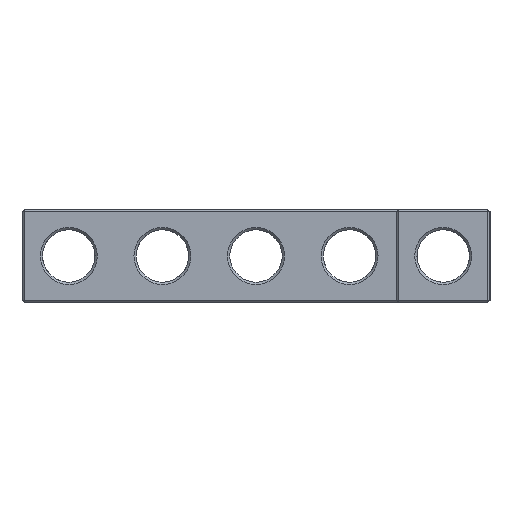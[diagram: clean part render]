
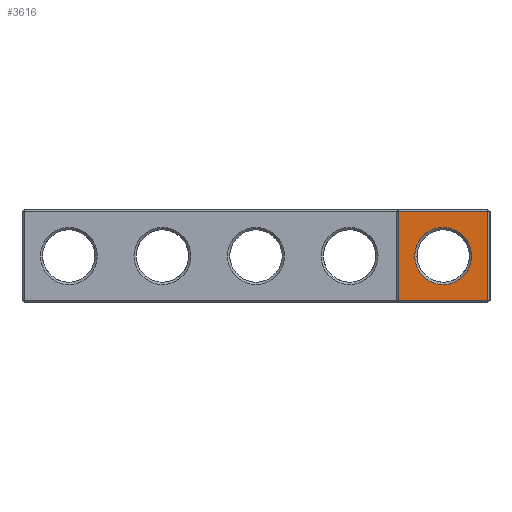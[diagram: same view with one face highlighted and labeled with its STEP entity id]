
A CAD part, left-side view. The second image highlights one B-rep face of the part: STEP entity #3616.
In plain terms, the highlighted planar face has unit normal (-1, 0, 0).
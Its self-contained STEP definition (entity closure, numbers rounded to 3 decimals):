
#326 = PLANE('',#327);
#327 = AXIS2_PLACEMENT_3D('',#328,#329,#330);
#328 = CARTESIAN_POINT('',(-43.6,6.1,0.));
#329 = DIRECTION('',(0.707,-0.707,0.)
  );
#330 = DIRECTION('',(0.,0.,-1.));
#1027 = VERTEX_POINT('',#1028);
#1028 = CARTESIAN_POINT('',(-43.75,5.95,0.3));
#1049 = EDGE_CURVE('',#1027,#1050,#1052,.T.);
#1050 = VERTEX_POINT('',#1051);
#1051 = CARTESIAN_POINT('',(-43.75,5.95,12.2));
#1052 = SURFACE_CURVE('',#1053,(#1057,#1064),.PCURVE_S1.);
#1053 = LINE('',#1054,#1055);
#1054 = CARTESIAN_POINT('',(-43.75,5.95,0.));
#1055 = VECTOR('',#1056,1.);
#1056 = DIRECTION('',(0.,0.,1.));
#1057 = PCURVE('',#326,#1058);
#1058 = DEFINITIONAL_REPRESENTATION('',(#1059),#1063);
#1059 = LINE('',#1060,#1061);
#1060 = CARTESIAN_POINT('',(0.,-0.212));
#1061 = VECTOR('',#1062,1.);
#1062 = DIRECTION('',(-1.,0.));
#1063 = ( GEOMETRIC_REPRESENTATION_CONTEXT(2) 
PARAMETRIC_REPRESENTATION_CONTEXT() REPRESENTATION_CONTEXT('2D SPACE',''
  ) );
#1064 = PCURVE('',#1065,#1070);
#1065 = PLANE('',#1066);
#1066 = AXIS2_PLACEMENT_3D('',#1067,#1068,#1069);
#1067 = CARTESIAN_POINT('',(-43.75,6.25,0.));
#1068 = DIRECTION('',(1.,0.,0.));
#1069 = DIRECTION('',(0.,-1.,0.));
#1070 = DEFINITIONAL_REPRESENTATION('',(#1071),#1075);
#1071 = LINE('',#1072,#1073);
#1072 = CARTESIAN_POINT('',(0.3,0.));
#1073 = VECTOR('',#1074,1.);
#1074 = DIRECTION('',(0.,-1.));
#1075 = ( GEOMETRIC_REPRESENTATION_CONTEXT(2) 
PARAMETRIC_REPRESENTATION_CONTEXT() REPRESENTATION_CONTEXT('2D SPACE',''
  ) );
#1311 = PLANE('',#1312);
#1312 = AXIS2_PLACEMENT_3D('',#1313,#1314,#1315);
#1313 = CARTESIAN_POINT('',(-43.6,6.25,0.15));
#1314 = DIRECTION('',(0.707,0.,0.707)
  );
#1315 = DIRECTION('',(0.,-1.,0.));
#1877 = PLANE('',#1878);
#1878 = AXIS2_PLACEMENT_3D('',#1879,#1880,#1881);
#1879 = CARTESIAN_POINT('',(-43.6,6.25,12.35));
#1880 = DIRECTION('',(-0.707,0.,0.707
    ));
#1881 = DIRECTION('',(0.,-1.,0.));
#3616 = ADVANCED_FACE('',(#3617,#3692),#1065,.F.);
#3617 = FACE_BOUND('',#3618,.F.);
#3618 = EDGE_LOOP('',(#3619,#3649,#3670,#3671));
#3619 = ORIENTED_EDGE('',*,*,#3620,.F.);
#3620 = EDGE_CURVE('',#3621,#3623,#3625,.T.);
#3621 = VERTEX_POINT('',#3622);
#3622 = CARTESIAN_POINT('',(-43.75,-5.95,0.3));
#3623 = VERTEX_POINT('',#3624);
#3624 = CARTESIAN_POINT('',(-43.75,-5.95,12.2));
#3625 = SURFACE_CURVE('',#3626,(#3630,#3637),.PCURVE_S1.);
#3626 = LINE('',#3627,#3628);
#3627 = CARTESIAN_POINT('',(-43.75,-5.95,0.));
#3628 = VECTOR('',#3629,1.);
#3629 = DIRECTION('',(0.,0.,1.));
#3630 = PCURVE('',#1065,#3631);
#3631 = DEFINITIONAL_REPRESENTATION('',(#3632),#3636);
#3632 = LINE('',#3633,#3634);
#3633 = CARTESIAN_POINT('',(12.2,0.));
#3634 = VECTOR('',#3635,1.);
#3635 = DIRECTION('',(0.,-1.));
#3636 = ( GEOMETRIC_REPRESENTATION_CONTEXT(2) 
PARAMETRIC_REPRESENTATION_CONTEXT() REPRESENTATION_CONTEXT('2D SPACE',''
  ) );
#3637 = PCURVE('',#3638,#3643);
#3638 = PLANE('',#3639);
#3639 = AXIS2_PLACEMENT_3D('',#3640,#3641,#3642);
#3640 = CARTESIAN_POINT('',(-43.6,-6.1,0.));
#3641 = DIRECTION('',(-0.707,-0.707,0.
    ));
#3642 = DIRECTION('',(0.,0.,1.));
#3643 = DEFINITIONAL_REPRESENTATION('',(#3644),#3648);
#3644 = LINE('',#3645,#3646);
#3645 = CARTESIAN_POINT('',(0.,0.212));
#3646 = VECTOR('',#3647,1.);
#3647 = DIRECTION('',(1.,0.));
#3648 = ( GEOMETRIC_REPRESENTATION_CONTEXT(2) 
PARAMETRIC_REPRESENTATION_CONTEXT() REPRESENTATION_CONTEXT('2D SPACE',''
  ) );
#3649 = ORIENTED_EDGE('',*,*,#3650,.F.);
#3650 = EDGE_CURVE('',#1027,#3621,#3651,.T.);
#3651 = SURFACE_CURVE('',#3652,(#3656,#3663),.PCURVE_S1.);
#3652 = LINE('',#3653,#3654);
#3653 = CARTESIAN_POINT('',(-43.75,6.25,0.3));
#3654 = VECTOR('',#3655,1.);
#3655 = DIRECTION('',(0.,-1.,0.));
#3656 = PCURVE('',#1065,#3657);
#3657 = DEFINITIONAL_REPRESENTATION('',(#3658),#3662);
#3658 = LINE('',#3659,#3660);
#3659 = CARTESIAN_POINT('',(0.,-0.3));
#3660 = VECTOR('',#3661,1.);
#3661 = DIRECTION('',(1.,0.));
#3662 = ( GEOMETRIC_REPRESENTATION_CONTEXT(2) 
PARAMETRIC_REPRESENTATION_CONTEXT() REPRESENTATION_CONTEXT('2D SPACE',''
  ) );
#3663 = PCURVE('',#1311,#3664);
#3664 = DEFINITIONAL_REPRESENTATION('',(#3665),#3669);
#3665 = LINE('',#3666,#3667);
#3666 = CARTESIAN_POINT('',(0.,-0.212));
#3667 = VECTOR('',#3668,1.);
#3668 = DIRECTION('',(1.,0.));
#3669 = ( GEOMETRIC_REPRESENTATION_CONTEXT(2) 
PARAMETRIC_REPRESENTATION_CONTEXT() REPRESENTATION_CONTEXT('2D SPACE',''
  ) );
#3670 = ORIENTED_EDGE('',*,*,#1049,.T.);
#3671 = ORIENTED_EDGE('',*,*,#3672,.T.);
#3672 = EDGE_CURVE('',#1050,#3623,#3673,.T.);
#3673 = SURFACE_CURVE('',#3674,(#3678,#3685),.PCURVE_S1.);
#3674 = LINE('',#3675,#3676);
#3675 = CARTESIAN_POINT('',(-43.75,6.25,12.2));
#3676 = VECTOR('',#3677,1.);
#3677 = DIRECTION('',(0.,-1.,0.));
#3678 = PCURVE('',#1065,#3679);
#3679 = DEFINITIONAL_REPRESENTATION('',(#3680),#3684);
#3680 = LINE('',#3681,#3682);
#3681 = CARTESIAN_POINT('',(0.,-12.2));
#3682 = VECTOR('',#3683,1.);
#3683 = DIRECTION('',(1.,0.));
#3684 = ( GEOMETRIC_REPRESENTATION_CONTEXT(2) 
PARAMETRIC_REPRESENTATION_CONTEXT() REPRESENTATION_CONTEXT('2D SPACE',''
  ) );
#3685 = PCURVE('',#1877,#3686);
#3686 = DEFINITIONAL_REPRESENTATION('',(#3687),#3691);
#3687 = LINE('',#3688,#3689);
#3688 = CARTESIAN_POINT('',(0.,-0.212));
#3689 = VECTOR('',#3690,1.);
#3690 = DIRECTION('',(1.,0.));
#3691 = ( GEOMETRIC_REPRESENTATION_CONTEXT(2) 
PARAMETRIC_REPRESENTATION_CONTEXT() REPRESENTATION_CONTEXT('2D SPACE',''
  ) );
#3692 = FACE_BOUND('',#3693,.F.);
#3693 = EDGE_LOOP('',(#3694));
#3694 = ORIENTED_EDGE('',*,*,#3695,.T.);
#3695 = EDGE_CURVE('',#3696,#3696,#3698,.T.);
#3696 = VERTEX_POINT('',#3697);
#3697 = CARTESIAN_POINT('',(-43.75,0.,10.05));
#3698 = SURFACE_CURVE('',#3699,(#3704,#3715),.PCURVE_S1.);
#3699 = CIRCLE('',#3700,3.8);
#3700 = AXIS2_PLACEMENT_3D('',#3701,#3702,#3703);
#3701 = CARTESIAN_POINT('',(-43.75,0.,6.25));
#3702 = DIRECTION('',(-1.,0.,0.));
#3703 = DIRECTION('',(0.,0.,1.));
#3704 = PCURVE('',#1065,#3705);
#3705 = DEFINITIONAL_REPRESENTATION('',(#3706),#3714);
#3706 = ( BOUNDED_CURVE() B_SPLINE_CURVE(2,(#3707,#3708,#3709,#3710,
#3711,#3712,#3713),.UNSPECIFIED.,.T.,.F.) B_SPLINE_CURVE_WITH_KNOTS((1,2
    ,2,2,2,1),(-2.094,0.,2.094,4.189,
6.283,8.378),.UNSPECIFIED.) CURVE() 
GEOMETRIC_REPRESENTATION_ITEM() RATIONAL_B_SPLINE_CURVE((1.,0.5,1.,0.5,
1.,0.5,1.)) REPRESENTATION_ITEM('') );
#3707 = CARTESIAN_POINT('',(6.25,-10.05));
#3708 = CARTESIAN_POINT('',(-0.332,-10.05));
#3709 = CARTESIAN_POINT('',(2.959,-4.35));
#3710 = CARTESIAN_POINT('',(6.25,1.35));
#3711 = CARTESIAN_POINT('',(9.541,-4.35));
#3712 = CARTESIAN_POINT('',(12.832,-10.05));
#3713 = CARTESIAN_POINT('',(6.25,-10.05));
#3714 = ( GEOMETRIC_REPRESENTATION_CONTEXT(2) 
PARAMETRIC_REPRESENTATION_CONTEXT() REPRESENTATION_CONTEXT('2D SPACE',''
  ) );
#3715 = PCURVE('',#3716,#3721);
#3716 = CONICAL_SURFACE('',#3717,3.5,0.785);
#3717 = AXIS2_PLACEMENT_3D('',#3718,#3719,#3720);
#3718 = CARTESIAN_POINT('',(-43.45,0.,6.25));
#3719 = DIRECTION('',(-1.,0.,0.));
#3720 = DIRECTION('',(0.,0.,1.));
#3721 = DEFINITIONAL_REPRESENTATION('',(#3722),#3725);
#3722 = B_SPLINE_CURVE_WITH_KNOTS('',1,(#3723,#3724),.UNSPECIFIED.,.F.,
  .F.,(2,2),(0.,6.283),.PIECEWISE_BEZIER_KNOTS.);
#3723 = CARTESIAN_POINT('',(0.,0.3));
#3724 = CARTESIAN_POINT('',(6.283,0.3));
#3725 = ( GEOMETRIC_REPRESENTATION_CONTEXT(2) 
PARAMETRIC_REPRESENTATION_CONTEXT() REPRESENTATION_CONTEXT('2D SPACE',''
  ) );
